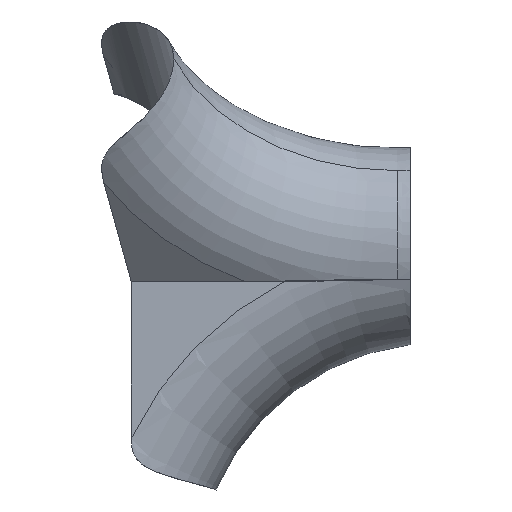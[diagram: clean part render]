
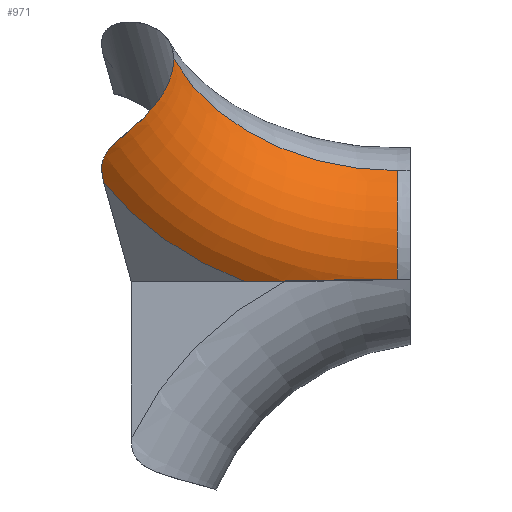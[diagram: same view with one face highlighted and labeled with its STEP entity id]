
A CAD part, left-side view. The second image highlights one B-rep face of the part: STEP entity #971.
In plain terms, the highlighted toroidal (fillet/blend) face has major radius 35.1 mm and minor radius 10.1 mm.
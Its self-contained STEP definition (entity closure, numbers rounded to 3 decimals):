
#12 = DIRECTION ( 'NONE',  ( 1., 0., 0. ) ) ;
#15 = VERTEX_POINT ( 'NONE', #578 ) ;
#33 = CARTESIAN_POINT ( 'NONE',  ( -19.689, 16.63, 7.944 ) ) ;
#38 = CARTESIAN_POINT ( 'NONE',  ( -21.193, 15.151, 10.601 ) ) ;
#45 = CARTESIAN_POINT ( 'NONE',  ( -20.875, 16.019, 9.692 ) ) ;
#49 = DIRECTION ( 'NONE',  ( 0.766, 0., 0.643 ) ) ;
#53 = CARTESIAN_POINT ( 'NONE',  ( -18.997, 16.542, 7.085 ) ) ;
#58 = CARTESIAN_POINT ( 'NONE',  ( -9.391, -12.335, -3.418 ) ) ;
#73 = CARTESIAN_POINT ( 'NONE',  ( -16.068, 9.246, 19.149 ) ) ;
#85 = CARTESIAN_POINT ( 'NONE',  ( -9.391, -13.639, -3.418 ) ) ;
#92 = DIRECTION ( 'NONE',  ( 0.766, 0., 0.643 ) ) ;
#97 = CARTESIAN_POINT ( 'NONE',  ( -16.608, 9.258, 18.642 ) ) ;
#110 = VERTEX_POINT ( 'NONE', #1014 ) ;
#147 = CARTESIAN_POINT ( 'NONE',  ( -20.805, 12.3, 13.148 ) ) ;
#154 = CARTESIAN_POINT ( 'NONE',  ( -20.35, 16.491, 8.829 ) ) ;
#163 = CARTESIAN_POINT ( 'NONE',  ( -9.391, -13.639, -3.418 ) ) ;
#165 = ORIENTED_EDGE ( 'NONE', *, *, #636, .F. ) ;
#177 = CARTESIAN_POINT ( 'NONE',  ( -18.132, 9.6, 17.068 ) ) ;
#200 = CARTESIAN_POINT ( 'NONE',  ( -19.218, 10.248, 15.743 ) ) ;
#246 = EDGE_CURVE ( 'NONE', #1135, #15, #279, .T. ) ;
#260 = CARTESIAN_POINT ( 'NONE',  ( -20.724, 16.213, 9.415 ) ) ;
#269 = CARTESIAN_POINT ( 'NONE',  ( -20.69, 12.053, 13.401 ) ) ;
#279 = B_SPLINE_CURVE_WITH_KNOTS ( 'NONE', 3,
 ( #163, #58, #521, #1001, #526, #1007, #1470, #1355, #1386, #1283 ),
 .UNSPECIFIED., .F., .F.,
 ( 4, 2, 2, 2, 4 ),
 ( 0.001, 0.005, 0.009, 0.013, 0.017 ),
 .UNSPECIFIED. ) ;
#280 = CARTESIAN_POINT ( 'NONE',  ( -21.165, 15.285, 10.477 ) ) ;
#289 = CARTESIAN_POINT ( 'NONE',  ( -18.531, 16.403, 6.527 ) ) ;
#299 = TOROIDAL_SURFACE ( 'NONE', #508, 35.1, 10.1 ) ;
#301 = AXIS2_PLACEMENT_3D ( 'NONE', #735, #702, #12 ) ;
#302 = CARTESIAN_POINT ( 'NONE',  ( -16.341, 9.242, 18.897 ) ) ;
#351 = CARTESIAN_POINT ( 'NONE',  ( -6.468, -13.639, 7.708 ) ) ;
#366 = VERTEX_POINT ( 'NONE', #351 ) ;
#372 = VERTEX_POINT ( 'NONE', #289 ) ;
#508 = AXIS2_PLACEMENT_3D ( 'NONE', #877, #49, #1116 ) ;
#515 = CARTESIAN_POINT ( 'NONE',  ( -21.219, 13.615, 11.93 ) ) ;
#521 = CARTESIAN_POINT ( 'NONE',  ( -9.417, -11.031, -3.428 ) ) ;
#526 = CARTESIAN_POINT ( 'NONE',  ( -9.584, -7.121, -3.488 ) ) ;
#529 = CARTESIAN_POINT ( 'NONE',  ( -18.531, 16.403, 6.527 ) ) ;
#532 = FACE_OUTER_BOUND ( 'NONE', #1264, .T. ) ;
#547 = EDGE_CURVE ( 'NONE', #372, #110, #1082, .T. ) ;
#564 = CARTESIAN_POINT ( 'NONE',  ( -18.59, 9.818, 16.54 ) ) ;
#578 = CARTESIAN_POINT ( 'NONE',  ( -10., 2., -3.64 ) ) ;
#594 = DIRECTION ( 'NONE',  ( -0.766, 0., -0.643 ) ) ;
#604 = DIRECTION ( 'NONE',  ( -0.643, 0., 0.766 ) ) ;
#631 = CARTESIAN_POINT ( 'NONE',  ( -19.459, 16.617, 7.654 ) ) ;
#636 = EDGE_CURVE ( 'NONE', #110, #366, #643, .T. ) ;
#643 = CIRCLE ( 'NONE', #1262, 25. ) ;
#661 = CARTESIAN_POINT ( 'NONE',  ( -17.388, 9.382, 17.861 ) ) ;
#702 = DIRECTION ( 'NONE',  ( 0., -1., 0. ) ) ;
#735 = CARTESIAN_POINT ( 'NONE',  ( 0.1, -13.639, 0.036 ) ) ;
#750 = CARTESIAN_POINT ( 'NONE',  ( -20.43, 11.587, 13.909 ) ) ;
#787 = ORIENTED_EDGE ( 'NONE', *, *, #1067, .F. ) ;
#877 = CARTESIAN_POINT ( 'NONE',  ( -22.461, -13.639, 26.924 ) ) ;
#882 = CIRCLE ( 'NONE', #1472, 35.1 ) ;
#918 = DIRECTION ( 'NONE',  ( 0.643, 0., -0.766 ) ) ;
#937 = CIRCLE ( 'NONE', #301, 10.1 ) ;
#963 = ORIENTED_EDGE ( 'NONE', *, *, #1259, .F. ) ;
#971 = ADVANCED_FACE ( 'NONE', ( #532 ), #299, .T. ) ;
#987 = CARTESIAN_POINT ( 'NONE',  ( -21.263, 14.457, 11.211 ) ) ;
#1001 = CARTESIAN_POINT ( 'NONE',  ( -9.514, -8.424, -3.463 ) ) ;
#1007 = CARTESIAN_POINT ( 'NONE',  ( -9.736, -4.516, -3.544 ) ) ;
#1009 = CARTESIAN_POINT ( 'NONE',  ( -21.096, 13.068, 12.404 ) ) ;
#1014 = CARTESIAN_POINT ( 'NONE',  ( -16.068, 9.246, 19.149 ) ) ;
#1017 = CARTESIAN_POINT ( 'NONE',  ( -19.966, 10.956, 14.683 ) ) ;
#1067 = EDGE_CURVE ( 'NONE', #15, #372, #882, .T. ) ;
#1082 = B_SPLINE_CURVE_WITH_KNOTS ( 'NONE', 3,
 ( #529, #1108, #53, #631, #33, #1341, #154, #260, #45, #1466, #1459, #280, #38, #1124, #987, #515, #1009, #147, #269, #750, #1222, #1017, #1371, #1247, #200, #564, #177, #661, #1157, #97, #302, #73 ),
 .UNSPECIFIED., .F., .F.,
 ( 4, 2, 2, 2, 2, 2, 2, 2, 2, 2, 2, 2, 2, 2, 2, 4 ),
 ( 0., 0.001, 0.002, 0.003, 0.004, 0.005, 0.006, 0.007, 0.009, 0.01, 0.011, 0.012, 0.013, 0.015, 0.017, 0.018 ),
 .UNSPECIFIED. ) ;
#1108 = CARTESIAN_POINT ( 'NONE',  ( -18.764, 16.48, 6.805 ) ) ;
#1116 = DIRECTION ( 'NONE',  ( 0.643, 0., -0.766 ) ) ;
#1124 = CARTESIAN_POINT ( 'NONE',  ( -21.254, 14.742, 10.969 ) ) ;
#1129 = ORIENTED_EDGE ( 'NONE', *, *, #246, .F. ) ;
#1135 = VERTEX_POINT ( 'NONE', #85 ) ;
#1157 = CARTESIAN_POINT ( 'NONE',  ( -17.131, 9.327, 18.125 ) ) ;
#1222 = CARTESIAN_POINT ( 'NONE',  ( -20.285, 11.368, 14.165 ) ) ;
#1247 = CARTESIAN_POINT ( 'NONE',  ( -19.418, 10.41, 15.475 ) ) ;
#1259 = EDGE_CURVE ( 'NONE', #366, #1135, #937, .T. ) ;
#1262 = AXIS2_PLACEMENT_3D ( 'NONE', #1310, #594, #604 ) ;
#1264 = EDGE_LOOP ( 'NONE', ( #963, #165, #1349, #787, #1129 ) ) ;
#1283 = CARTESIAN_POINT ( 'NONE',  ( -10., 2., -3.64 ) ) ;
#1310 = CARTESIAN_POINT ( 'NONE',  ( -22.538, -13.639, 26.86 ) ) ;
#1341 = CARTESIAN_POINT ( 'NONE',  ( -20.139, 16.568, 8.536 ) ) ;
#1349 = ORIENTED_EDGE ( 'NONE', *, *, #547, .F. ) ;
#1355 = CARTESIAN_POINT ( 'NONE',  ( -9.951, -0.608, -3.622 ) ) ;
#1371 = CARTESIAN_POINT ( 'NONE',  ( -19.793, 10.764, 14.944 ) ) ;
#1386 = CARTESIAN_POINT ( 'NONE',  ( -10., 0.695, -3.64 ) ) ;
#1459 = CARTESIAN_POINT ( 'NONE',  ( -21.09, 15.543, 10.224 ) ) ;
#1466 = CARTESIAN_POINT ( 'NONE',  ( -21.044, 15.669, 10.093 ) ) ;
#1470 = CARTESIAN_POINT ( 'NONE',  ( -9.819, -3.214, -3.574 ) ) ;
#1472 = AXIS2_PLACEMENT_3D ( 'NONE', #1506, #92, #918 ) ;
#1506 = CARTESIAN_POINT ( 'NONE',  ( -30.198, -13.639, 20.432 ) ) ;
